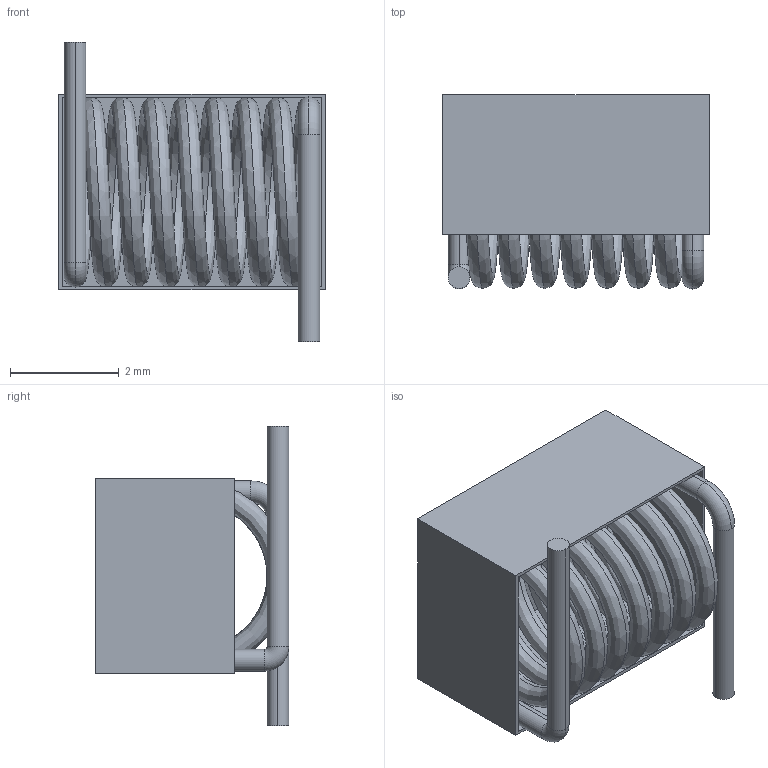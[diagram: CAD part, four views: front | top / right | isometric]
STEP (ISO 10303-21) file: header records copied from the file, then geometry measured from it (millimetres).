
FILE_DESCRIPTION (( 'STEP AP214' ), '1' );
FILE_NAME ('AIAC-1812C.STEP', '2014-08-14T11:24:50', ( '' ), ( '' ), 'SwSTEP 2.0', 'SolidWorks 2012', '' );
FILE_SCHEMA (( 'AUTOMOTIVE_DESIGN' ));
Length unit declared in the file: millimetre
Products named in the file (1): AIAC-1812C
Bounding box: 4.9 x 3.56 x 5.5 mm (x, y, z)
Volume: 14.2 mm3; surface area: 227 mm2
Topology: 2 solids, 2 shells, 134 faces, 335 edges, 220 vertices
Faces by surface type: plane 79, bspline 43, cylinder 8, torus 4
Entity records: 9207 total; most frequent: CARTESIAN_POINT 4815, ORIENTED_EDGE 670, DIRECTION 457, EDGE_CURVE 335, VECTOR 229, LINE 229, VERTEX_POINT 220, EDGE_LOOP 149
